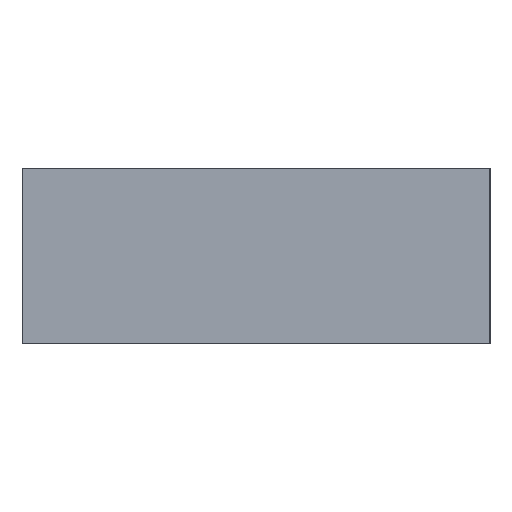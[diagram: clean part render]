
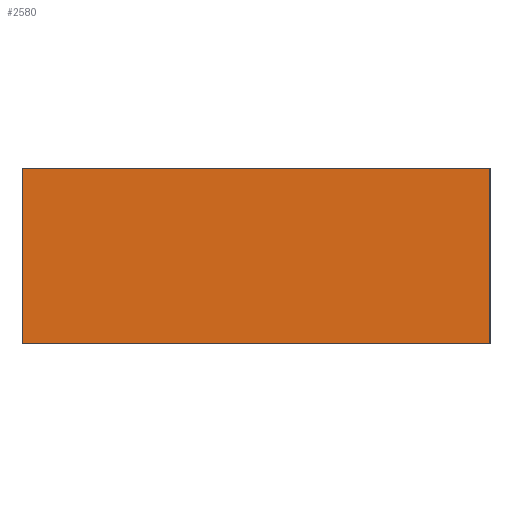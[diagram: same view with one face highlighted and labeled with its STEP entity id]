
A CAD part, left-side view. The second image highlights one B-rep face of the part: STEP entity #2580.
In plain terms, the highlighted free-form (B-spline) face has degree [1, 1] with [2, 2] control points.
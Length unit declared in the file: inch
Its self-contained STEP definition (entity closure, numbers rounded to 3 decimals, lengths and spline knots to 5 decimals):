
#1950 = CARTESIAN_POINT ('', (2.75, 2., 0.));
#1960 = VERTEX_POINT ('', #1950);
#2040 = CARTESIAN_POINT ('', (2.75, 2., -2.25));
#2050 = VERTEX_POINT ('', #2040);
#2060 = CARTESIAN_POINT ('', (2.75, 2., -2.25));
#2070 = CARTESIAN_POINT ('', (2.75, 2., 0.));
#2080 = B_SPLINE_CURVE_WITH_KNOTS ('', 1, (#2060, #2070), .UNSPECIFIED., .F., .U., (2, 2), (0., 2.25), .UNSPECIFIED.);
#2090 = EDGE_CURVE ('', #2050, #1960, #2080, .T.);
#2310 = CARTESIAN_POINT ('', (2.75, 8., 0.));
#2320 = VERTEX_POINT ('', #2310);
#2330 = CARTESIAN_POINT ('', (2.75, 8., 0.));
#2340 = CARTESIAN_POINT ('', (2.75, 2., 0.));
#2350 = B_SPLINE_CURVE_WITH_KNOTS ('', 1, (#2330, #2340), .UNSPECIFIED., .F., .U., (2, 2), (0., 6.), .UNSPECIFIED.);
#2360 = EDGE_CURVE ('', #2320, #1960, #2350, .T.);
#2370 = ORIENTED_EDGE ('', *, *, #2360, .F.);
#2380 = CARTESIAN_POINT ('', (2.75, 8., -2.25));
#2390 = VERTEX_POINT ('', #2380);
#2400 = CARTESIAN_POINT ('', (2.75, 8., -2.25));
#2410 = CARTESIAN_POINT ('', (2.75, 8., 0.));
#2420 = B_SPLINE_CURVE_WITH_KNOTS ('', 1, (#2400, #2410), .UNSPECIFIED., .F., .U., (2, 2), (0., 2.25), .UNSPECIFIED.);
#2430 = EDGE_CURVE ('', #2390, #2320, #2420, .T.);
#2440 = ORIENTED_EDGE ('', *, *, #2430, .F.);
#2450 = CARTESIAN_POINT ('', (2.75, 8., -2.25));
#2460 = CARTESIAN_POINT ('', (2.75, 2., -2.25));
#2470 = B_SPLINE_CURVE_WITH_KNOTS ('', 1, (#2450, #2460), .UNSPECIFIED., .F., .U., (2, 2), (0., 6.), .UNSPECIFIED.);
#2480 = EDGE_CURVE ('', #2390, #2050, #2470, .T.);
#2490 = ORIENTED_EDGE ('', *, *, #2480, .T.);
#2500 = ORIENTED_EDGE ('', *, *, #2090, .T.);
#2510 = EDGE_LOOP ('', (#2370, #2440, #2490, #2500));
#2520 = FACE_OUTER_BOUND ('', #2510, .T.);
#2530 = CARTESIAN_POINT ('', (2.75, 8.3, -2.3625));
#2540 = CARTESIAN_POINT ('', (2.75, 8.3, 0.1125));
#2550 = CARTESIAN_POINT ('', (2.75, 1.7, -2.3625));
#2560 = CARTESIAN_POINT ('', (2.75, 1.7, 0.1125));
#2570 = B_SPLINE_SURFACE_WITH_KNOTS ('', 1, 1, ((#2530, #2540), (#2550, #2560)), .UNSPECIFIED., .F., .F., .U., (2, 2), (2, 2), (-0.3, 6.3), (-0.1125, 2.3625), .UNSPECIFIED.);
#2580 = ADVANCED_FACE ('', (#2520), #2570, .T.);
